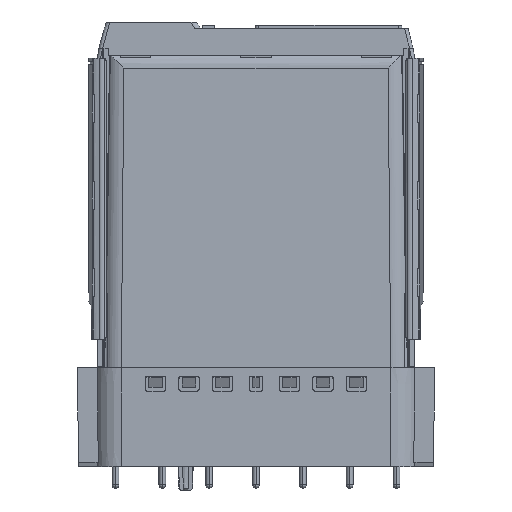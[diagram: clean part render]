
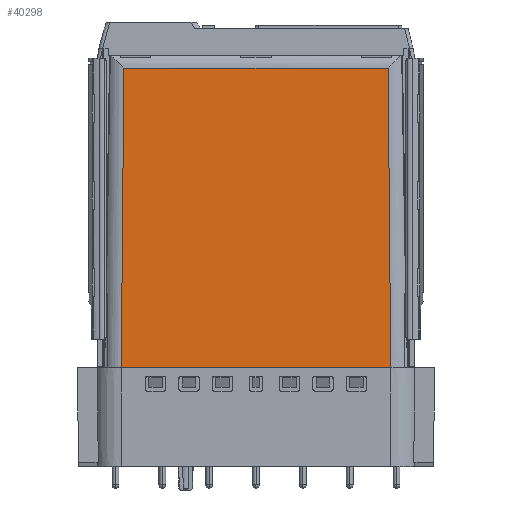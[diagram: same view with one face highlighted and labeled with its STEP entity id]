
A CAD part, front view. The second image highlights one B-rep face of the part: STEP entity #40298.
In plain terms, the highlighted planar face has unit normal (0, -1, 0.009).
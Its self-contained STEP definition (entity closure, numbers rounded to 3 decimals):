
#286=DIRECTION('',(1.,0.,0.));
#287=VECTOR('',#286,75.251);
#288=CARTESIAN_POINT('',(-37.626,-26.266,
-97.286));
#289=LINE('',#288,#287);
#290=DIRECTION('',(-0.174,0.009,0.985));
#291=VECTOR('',#290,1.814);
#292=CARTESIAN_POINT('',(-37.626,-26.266,
-97.286));
#293=LINE('',#292,#291);
#294=DIRECTION('',(-0.009,-0.009,-1.));
#295=VECTOR('',#294,89.559);
#296=CARTESIAN_POINT('',(-39.469,-25.468,
-5.948));
#297=LINE('',#296,#295);
#298=DIRECTION('',(1.,0.,0.));
#299=VECTOR('',#298,78.937);
#300=CARTESIAN_POINT('',(-39.469,-25.468,
-5.948));
#301=LINE('',#300,#299);
#302=DIRECTION('',(0.009,-0.009,-1.));
#303=VECTOR('',#302,89.559);
#304=CARTESIAN_POINT('',(39.469,-25.468,-5.948));
#305=LINE('',#304,#303);
#306=DIRECTION('',(-0.174,-0.009,-0.985));
#307=VECTOR('',#306,1.814);
#308=CARTESIAN_POINT('',(37.941,-26.25,-95.5));
#309=LINE('',#308,#307);
#322=DIRECTION('',(1.,0.,0.));
#323=VECTOR('',#322,2.309);
#324=CARTESIAN_POINT('',(-40.25,-26.25,-95.5));
#325=LINE('',#324,#323);
#24581=DIRECTION('',(-1.,0.,0.));
#24582=VECTOR('',#24581,2.309);
#24583=CARTESIAN_POINT('',(40.25,-26.25,-95.5));
#24584=LINE('',#24583,#24582);
#32341=CARTESIAN_POINT('',(-39.469,-25.468,
-5.948));
#32342=CARTESIAN_POINT('',(-40.25,-26.25,-95.5));
#32343=VERTEX_POINT('',#32341);
#32344=VERTEX_POINT('',#32342);
#32345=CARTESIAN_POINT('',(39.469,-25.468,
-5.948));
#32346=VERTEX_POINT('',#32345);
#32347=CARTESIAN_POINT('',(40.25,-26.25,-95.5));
#32348=VERTEX_POINT('',#32347);
#32421=CARTESIAN_POINT('',(37.941,-26.25,-95.5));
#32422=VERTEX_POINT('',#32421);
#32423=CARTESIAN_POINT('',(-37.941,-26.25,-95.5));
#32424=VERTEX_POINT('',#32423);
#36687=CARTESIAN_POINT('',(-37.626,-26.266,
-97.286));
#36688=CARTESIAN_POINT('',(37.626,-26.266,
-97.286));
#36689=VERTEX_POINT('',#36687);
#36690=VERTEX_POINT('',#36688);
#40276=CARTESIAN_POINT('',(-49.112,-26.25,-95.5));
#40277=DIRECTION('',(0.,-1.,0.009));
#40278=DIRECTION('',(1.,0.,0.));
#40279=AXIS2_PLACEMENT_3D('',#40276,#40277,#40278);
#40280=PLANE('',#40279);
#40281=ORIENTED_EDGE('',*,*,#40223,.F.);
#40283=ORIENTED_EDGE('',*,*,#40282,.T.);
#40285=ORIENTED_EDGE('',*,*,#40284,.F.);
#40287=ORIENTED_EDGE('',*,*,#40286,.F.);
#40289=ORIENTED_EDGE('',*,*,#40288,.T.);
#40291=ORIENTED_EDGE('',*,*,#40290,.T.);
#40293=ORIENTED_EDGE('',*,*,#40292,.T.);
#40295=ORIENTED_EDGE('',*,*,#40294,.T.);
#40296=EDGE_LOOP('',(#40281,#40283,#40285,#40287,#40289,#40291,#40293,#40295));
#40297=FACE_OUTER_BOUND('',#40296,.F.);
#40298=ADVANCED_FACE('',(#40297),#40280,.T.);
#40223=EDGE_CURVE('',#36689,#36690,#289,.T.);
#40282=EDGE_CURVE('',#36689,#32424,#293,.T.);
#40284=EDGE_CURVE('',#32344,#32424,#325,.T.);
#40286=EDGE_CURVE('',#32343,#32344,#297,.T.);
#40288=EDGE_CURVE('',#32343,#32346,#301,.T.);
#40290=EDGE_CURVE('',#32346,#32348,#305,.T.);
#40292=EDGE_CURVE('',#32348,#32422,#24584,.T.);
#40294=EDGE_CURVE('',#32422,#36690,#309,.T.);
